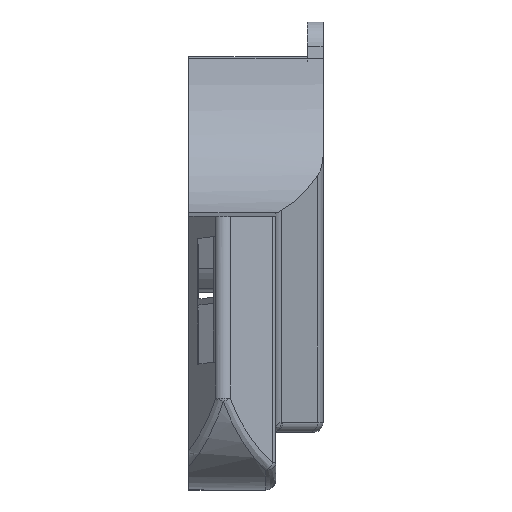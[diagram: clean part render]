
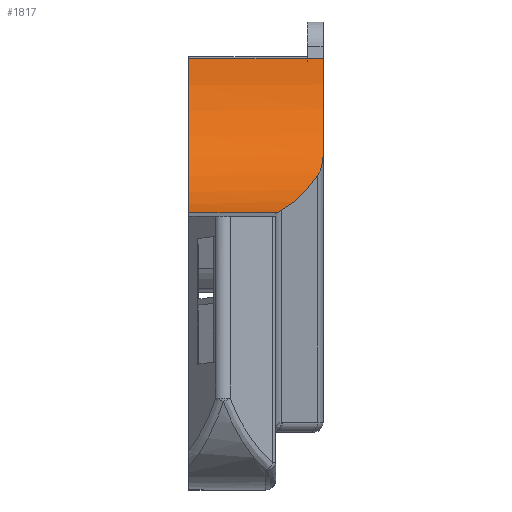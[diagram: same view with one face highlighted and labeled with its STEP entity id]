
A CAD part, top view. The second image highlights one B-rep face of the part: STEP entity #1817.
In plain terms, the highlighted cylindrical face has radius 21.59 mm (diameter 43.18 mm), a partial arc.
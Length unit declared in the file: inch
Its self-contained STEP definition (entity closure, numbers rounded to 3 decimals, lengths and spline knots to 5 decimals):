
#23=ELLIPSE('',#1935,0.98538,0.85);
#38=B_SPLINE_CURVE_WITH_KNOTS('',3,(#2907,#2908,#2909,#2910,#2911,#2912),
 .UNSPECIFIED.,.F.,.F.,(4,2,4),(-1.0318,-0.96452,-0.90569),
 .UNSPECIFIED.);
#39=B_SPLINE_CURVE_WITH_KNOTS('',3,(#2920,#2921,#2922,#2923,#2924,#2925,
#2926,#2927),.UNSPECIFIED.,.F.,.F.,(4,2,2,4),(2.39456,2.54477,
2.76739,2.76762),.UNSPECIFIED.);
#121=LINE('',#2767,#292);
#223=LINE('',#3227,#394);
#292=VECTOR('',#2150,0.3937);
#394=VECTOR('',#2446,0.85);
#468=CYLINDRICAL_SURFACE('',#2005,0.85);
#540=FACE_OUTER_BOUND('',#645,.T.);
#645=EDGE_LOOP('',(#1566,#1567,#1568,#1569,#1570,#1571,#1572));
#725=CIRCLE('',#1940,0.85);
#753=CIRCLE('',#1990,0.85);
#799=VERTEX_POINT('',#2764);
#800=VERTEX_POINT('',#2766);
#816=VERTEX_POINT('',#2905);
#817=VERTEX_POINT('',#2914);
#818=VERTEX_POINT('',#2918);
#824=VERTEX_POINT('',#2939);
#889=VERTEX_POINT('',#3114);
#987=EDGE_CURVE('',#799,#800,#121,.T.);
#1015=EDGE_CURVE('',#816,#799,#38,.T.);
#1017=EDGE_CURVE('',#816,#817,#23,.T.);
#1019=EDGE_CURVE('',#818,#817,#39,.T.);
#1026=EDGE_CURVE('',#824,#818,#725,.F.);
#1113=EDGE_CURVE('',#800,#889,#753,.F.);
#1149=EDGE_CURVE('',#824,#889,#223,.T.);
#1566=ORIENTED_EDGE('',*,*,#1019,.F.);
#1567=ORIENTED_EDGE('',*,*,#1026,.F.);
#1568=ORIENTED_EDGE('',*,*,#1149,.T.);
#1569=ORIENTED_EDGE('',*,*,#1113,.F.);
#1570=ORIENTED_EDGE('',*,*,#987,.F.);
#1571=ORIENTED_EDGE('',*,*,#1015,.F.);
#1572=ORIENTED_EDGE('',*,*,#1017,.T.);
#1817=ADVANCED_FACE('',(#540),#468,.F.);
#1935=AXIS2_PLACEMENT_3D('',#2916,#2211,#2212);
#1940=AXIS2_PLACEMENT_3D('',#2941,#2226,#2227);
#1990=AXIS2_PLACEMENT_3D('',#3115,#2385,#2386);
#2005=AXIS2_PLACEMENT_3D('',#3226,#2444,#2445);
#2150=DIRECTION('',(-1.,0.,0.));
#2211=DIRECTION('center_axis',(0.863,0.,0.506));
#2212=DIRECTION('ref_axis',(0.506,0.,-0.863));
#2226=DIRECTION('center_axis',(1.,0.,0.));
#2227=DIRECTION('ref_axis',(0.,-0.971,-0.24));
#2385=DIRECTION('center_axis',(-1.,0.,0.));
#2386=DIRECTION('ref_axis',(0.,-0.971,-0.24));
#2444=DIRECTION('center_axis',(1.,0.,0.));
#2445=DIRECTION('ref_axis',(0.,-0.971,-0.24));
#2446=DIRECTION('',(-1.,0.,0.));
#2764=CARTESIAN_POINT('',(2.97874,5.22342,-2.80853));
#2766=CARTESIAN_POINT('',(2.53422,5.22342,-2.80853));
#2767=CARTESIAN_POINT('',(2.55772,5.22342,-2.80853));
#2905=CARTESIAN_POINT('',(2.9987,5.23645,-2.85539));
#2907=CARTESIAN_POINT('Ctrl Pts',(2.9987,5.23645,-2.85539));
#2908=CARTESIAN_POINT('Ctrl Pts',(2.99413,5.23404,-2.84761));
#2909=CARTESIAN_POINT('Ctrl Pts',(2.99007,5.23165,-2.83946));
#2910=CARTESIAN_POINT('Ctrl Pts',(2.98352,5.22729,-2.82372));
#2911=CARTESIAN_POINT('Ctrl Pts',(2.9809,5.22531,-2.81618));
#2912=CARTESIAN_POINT('Ctrl Pts',(2.97874,5.22342,-2.80853));
#2914=CARTESIAN_POINT('',(3.18174,5.4119,-3.16752));
#2916=CARTESIAN_POINT('Origin',(2.85146,6.04852,-2.60431));
#2918=CARTESIAN_POINT('',(3.20922,5.51834,-3.2687));
#2920=CARTESIAN_POINT('Ctrl Pts',(3.20922,5.51834,-3.2687));
#2921=CARTESIAN_POINT('Ctrl Pts',(3.20922,5.50321,-3.25662));
#2922=CARTESIAN_POINT('Ctrl Pts',(3.20814,5.48843,-3.24398));
#2923=CARTESIAN_POINT('Ctrl Pts',(3.20181,5.45267,-3.21119));
#2924=CARTESIAN_POINT('Ctrl Pts',(3.19432,5.43089,-3.18899));
#2925=CARTESIAN_POINT('Ctrl Pts',(3.18177,5.41194,-3.16757));
#2926=CARTESIAN_POINT('Ctrl Pts',(3.18176,5.41192,-3.16755));
#2927=CARTESIAN_POINT('Ctrl Pts',(3.18174,5.4119,-3.16752));
#2939=CARTESIAN_POINT('',(3.20922,5.99834,-3.45283));
#2941=CARTESIAN_POINT('Origin',(3.20922,6.04852,-2.60431));
#3114=CARTESIAN_POINT('',(2.53422,5.99834,-3.45283));
#3115=CARTESIAN_POINT('Origin',(2.53422,6.04852,-2.60431));
#3226=CARTESIAN_POINT('Origin',(2.55772,6.04852,-2.60431));
#3227=CARTESIAN_POINT('',(2.55772,5.99834,-3.45283));
